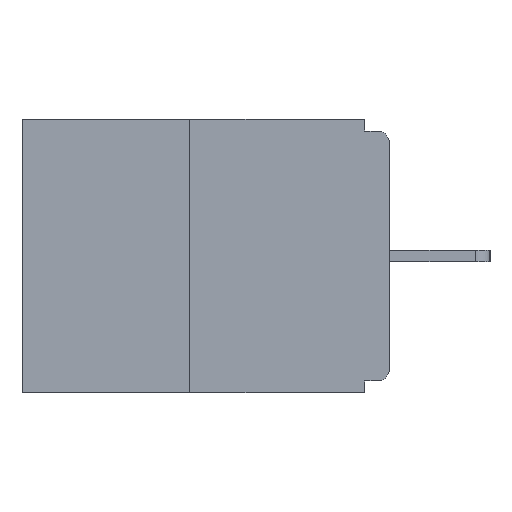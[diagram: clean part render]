
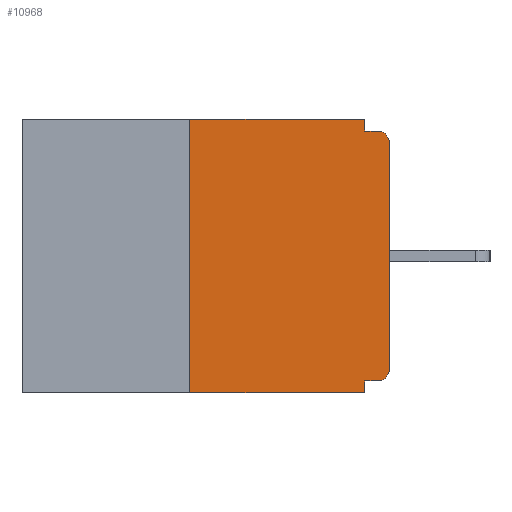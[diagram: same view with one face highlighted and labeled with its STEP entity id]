
A CAD part, left-side view. The second image highlights one B-rep face of the part: STEP entity #10968.
In plain terms, the highlighted planar face has unit normal (-1, 0, 0).
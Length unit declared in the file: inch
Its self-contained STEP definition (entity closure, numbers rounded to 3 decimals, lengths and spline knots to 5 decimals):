
#50 = ORIENTED_EDGE ( 'NONE', *, *, #5091, .F. ) ;
#269 = VERTEX_POINT ( 'NONE', #404 ) ;
#398 = DIRECTION ( 'NONE',  ( 0., -1., 0. ) ) ;
#404 = CARTESIAN_POINT ( 'NONE',  ( 0., 0.015, -0.015 ) ) ;
#417 = ORIENTED_EDGE ( 'NONE', *, *, #11564, .T. ) ;
#482 = CARTESIAN_POINT ( 'NONE',  ( 0., 0.25, 0. ) ) ;
#554 = DIRECTION ( 'NONE',  ( 0., 0., 1. ) ) ;
#685 = ORIENTED_EDGE ( 'NONE', *, *, #6419, .F. ) ;
#788 = DIRECTION ( 'NONE',  ( -1., 0., 0. ) ) ;
#828 = DIRECTION ( 'NONE',  ( 0., 1., 0. ) ) ;
#856 = DIRECTION ( 'NONE',  ( 0., 0., -1. ) ) ;
#1046 = EDGE_CURVE ( 'NONE', #6494, #3799, #2041, .T. ) ;
#1065 = CARTESIAN_POINT ( 'NONE',  ( 0., 0.031, -0.015 ) ) ;
#1359 = DIRECTION ( 'NONE',  ( 0., 0., -1. ) ) ;
#1660 = VECTOR ( 'NONE', #828, 39.37008 ) ;
#1746 = CARTESIAN_POINT ( 'NONE',  ( 0., 0., -0.328 ) ) ;
#1758 = CARTESIAN_POINT ( 'NONE',  ( 0., 0.46, 0. ) ) ;
#2041 = LINE ( 'NONE', #3221, #10737 ) ;
#2245 = CARTESIAN_POINT ( 'NONE',  ( 0., 0.031, -0.328 ) ) ;
#2708 = AXIS2_PLACEMENT_3D ( 'NONE', #11243, #788, #6463 ) ;
#2776 = CARTESIAN_POINT ( 'NONE',  ( 0., 0.25, -0.343 ) ) ;
#2871 = EDGE_CURVE ( 'NONE', #6368, #10021, #4356, .T. ) ;
#3098 = CARTESIAN_POINT ( 'NONE',  ( 0., 0., -0.03 ) ) ;
#3105 = FACE_OUTER_BOUND ( 'NONE', #3547, .T. ) ;
#3206 = DIRECTION ( 'NONE',  ( -1., 0., 0. ) ) ;
#3221 = CARTESIAN_POINT ( 'NONE',  ( 0., 0.46, -0.343 ) ) ;
#3427 = EDGE_CURVE ( 'NONE', #5813, #5625, #5496, .T. ) ;
#3547 = EDGE_LOOP ( 'NONE', ( #11772, #50, #9003, #5471, #11824, #5545, #417, #10879, #685, #4640 ) ) ;
#3799 = VERTEX_POINT ( 'NONE', #10059 ) ;
#3883 = EDGE_CURVE ( 'NONE', #6368, #6642, #9623, .T. ) ;
#4127 = EDGE_CURVE ( 'NONE', #6642, #3799, #11208, .T. ) ;
#4356 = CIRCLE ( 'NONE', #2708, 0.015 ) ;
#4640 = ORIENTED_EDGE ( 'NONE', *, *, #3427, .F. ) ;
#4936 = LINE ( 'NONE', #1758, #6278 ) ;
#5091 = EDGE_CURVE ( 'NONE', #6494, #9161, #8268, .T. ) ;
#5471 = ORIENTED_EDGE ( 'NONE', *, *, #4127, .F. ) ;
#5492 = CARTESIAN_POINT ( 'NONE',  ( 0., 0.25, 0. ) ) ;
#5496 = LINE ( 'NONE', #10277, #8602 ) ;
#5545 = ORIENTED_EDGE ( 'NONE', *, *, #2871, .T. ) ;
#5625 = VERTEX_POINT ( 'NONE', #1065 ) ;
#5813 = VERTEX_POINT ( 'NONE', #11857 ) ;
#5917 = VECTOR ( 'NONE', #6413, 39.37008 ) ;
#5954 = CIRCLE ( 'NONE', #8007, 0.015 ) ;
#5987 = PLANE ( 'NONE',  #9347 ) ;
#6278 = VECTOR ( 'NONE', #7337, 39.37008 ) ;
#6368 = VERTEX_POINT ( 'NONE', #9917 ) ;
#6413 = DIRECTION ( 'NONE',  ( 0., 0., 1. ) ) ;
#6419 = EDGE_CURVE ( 'NONE', #5625, #269, #11015, .T. ) ;
#6463 = DIRECTION ( 'NONE',  ( 0., 0., -1. ) ) ;
#6494 = VERTEX_POINT ( 'NONE', #2776 ) ;
#6526 = VERTEX_POINT ( 'NONE', #3098 ) ;
#6642 = VERTEX_POINT ( 'NONE', #2245 ) ;
#6859 = CARTESIAN_POINT ( 'NONE',  ( 0., 0.015, -0.03 ) ) ;
#6921 = CARTESIAN_POINT ( 'NONE',  ( 0., 0.46, 0. ) ) ;
#7058 = DIRECTION ( 'NONE',  ( 0., 0., -1. ) ) ;
#7337 = DIRECTION ( 'NONE',  ( 0., -1., 0. ) ) ;
#7715 = VECTOR ( 'NONE', #7058, 39.37008 ) ;
#8007 = AXIS2_PLACEMENT_3D ( 'NONE', #6859, #3206, #11617 ) ;
#8268 = LINE ( 'NONE', #5492, #5917 ) ;
#8602 = VECTOR ( 'NONE', #856, 39.37008 ) ;
#8809 = EDGE_CURVE ( 'NONE', #9161, #5813, #4936, .T. ) ;
#9003 = ORIENTED_EDGE ( 'NONE', *, *, #1046, .T. ) ;
#9046 = CARTESIAN_POINT ( 'NONE',  ( 0., 0., 0. ) ) ;
#9161 = VERTEX_POINT ( 'NONE', #482 ) ;
#9347 = AXIS2_PLACEMENT_3D ( 'NONE', #6921, #9795, #1359 ) ;
#9373 = EDGE_CURVE ( 'NONE', #6526, #269, #5954, .T. ) ;
#9416 = CARTESIAN_POINT ( 'NONE',  ( 0., 0., -0.015 ) ) ;
#9502 = DIRECTION ( 'NONE',  ( 0., -1., 0. ) ) ;
#9623 = LINE ( 'NONE', #1746, #1660 ) ;
#9751 = CARTESIAN_POINT ( 'NONE',  ( 0., 0., -0.313 ) ) ;
#9795 = DIRECTION ( 'NONE',  ( 1., 0., 0. ) ) ;
#9874 = LINE ( 'NONE', #9046, #11038 ) ;
#9917 = CARTESIAN_POINT ( 'NONE',  ( 0., 0.015, -0.328 ) ) ;
#9999 = VECTOR ( 'NONE', #9502, 39.37008 ) ;
#10021 = VERTEX_POINT ( 'NONE', #9751 ) ;
#10059 = CARTESIAN_POINT ( 'NONE',  ( 0., 0.031, -0.343 ) ) ;
#10277 = CARTESIAN_POINT ( 'NONE',  ( 0., 0.031, 0. ) ) ;
#10737 = VECTOR ( 'NONE', #398, 39.37008 ) ;
#10879 = ORIENTED_EDGE ( 'NONE', *, *, #9373, .T. ) ;
#10968 = ADVANCED_FACE ( 'NONE', ( #3105 ), #5987, .F. ) ;
#11015 = LINE ( 'NONE', #9416, #9999 ) ;
#11038 = VECTOR ( 'NONE', #554, 39.37008 ) ;
#11208 = LINE ( 'NONE', #11798, #7715 ) ;
#11243 = CARTESIAN_POINT ( 'NONE',  ( 0., 0.015, -0.313 ) ) ;
#11564 = EDGE_CURVE ( 'NONE', #10021, #6526, #9874, .T. ) ;
#11617 = DIRECTION ( 'NONE',  ( 0., 0., -1. ) ) ;
#11772 = ORIENTED_EDGE ( 'NONE', *, *, #8809, .F. ) ;
#11798 = CARTESIAN_POINT ( 'NONE',  ( 0., 0.031, -0.343 ) ) ;
#11824 = ORIENTED_EDGE ( 'NONE', *, *, #3883, .F. ) ;
#11857 = CARTESIAN_POINT ( 'NONE',  ( 0., 0.031, 0. ) ) ;
